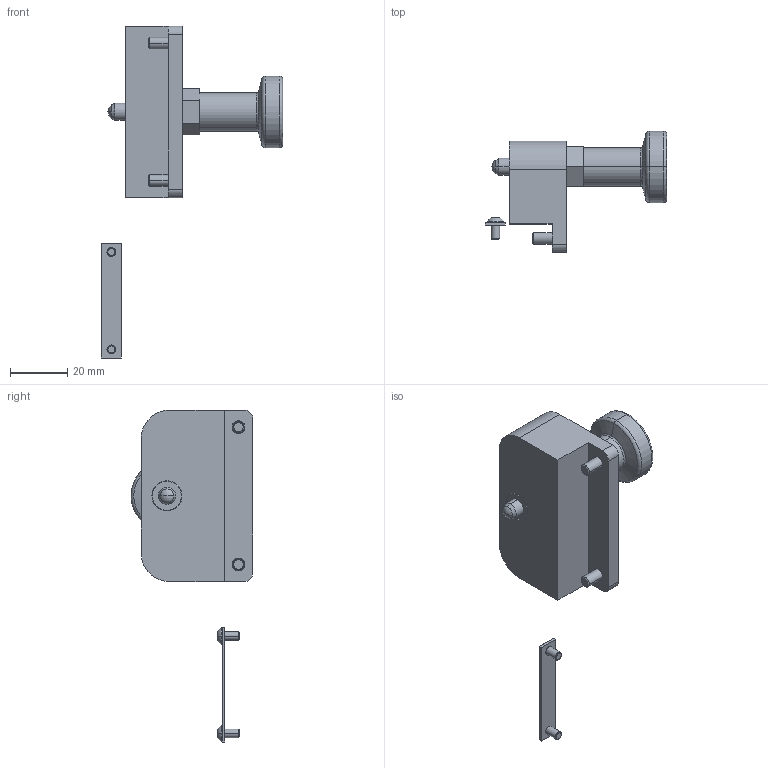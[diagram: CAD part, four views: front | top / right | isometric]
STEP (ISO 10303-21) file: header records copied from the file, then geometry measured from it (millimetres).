
FILE_DESCRIPTION (( 'STEP AP214' ), '1' );
FILE_NAME ('43592~0.STEP', '2019-11-15T12:18:08', ( '' ), ( '' ), 'SwSTEP 2.0', 'SolidWorks 2018', '' );
FILE_SCHEMA (( 'AUTOMOTIVE_DESIGN' ));
Length unit declared in the file: millimetre
Products named in the file (7): DIN7991~n_M04,0x012; 39871~1_S; 29436~0; 29436_eingerastet~0; 43593~0_S; ISO7380~n_M03,0x006; 43592~0
Assembly tree (8 placements, depth 3):
  43592~0
    43593~0_S
    29436~0
      29436_eingerastet~0
    39871~1_S
    ISO7380~n_M03,0x006  x2
    DIN7991~n_M04,0x012  x2
Bounding box: 63.3 x 42.5 x 116 mm (x, y, z)
Volume: 46587.7 mm3; surface area: 14055.5 mm2
Topology: 7 solids, 7 shells, 204 faces, 484 edges, 306 vertices
Faces by surface type: cylinder 108, plane 46, cone 36, torus 10, sphere 4
Entity records: 4638 total; most frequent: CARTESIAN_POINT 839, DIRECTION 820, ORIENTED_EDGE 688, EDGE_CURVE 344, AXIS2_PLACEMENT_3D 341, VERTEX_POINT 216, CIRCLE 182, EDGE_LOOP 166
